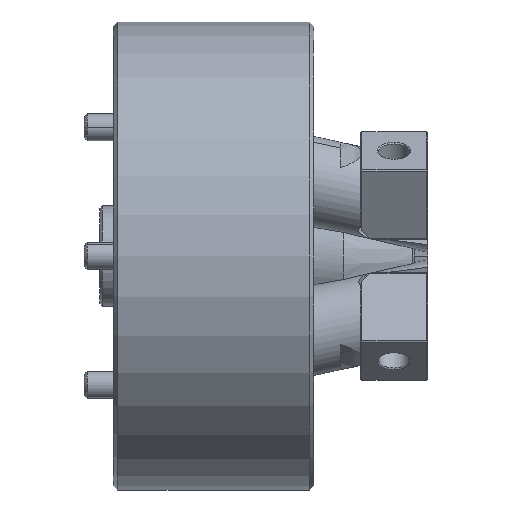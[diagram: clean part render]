
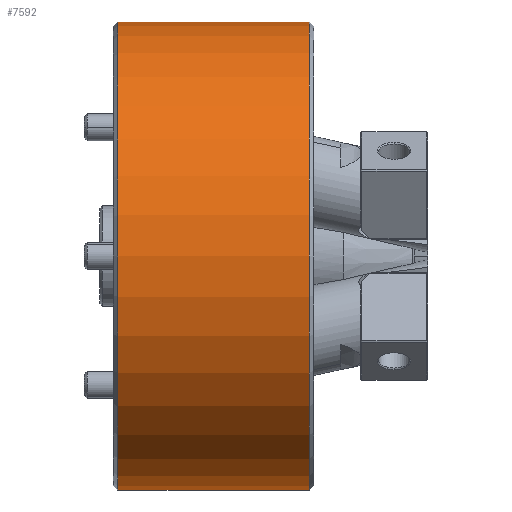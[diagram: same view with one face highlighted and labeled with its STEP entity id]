
A CAD part, front view. The second image highlights one B-rep face of the part: STEP entity #7592.
In plain terms, the highlighted cylindrical face has radius 105 mm (diameter 210 mm), a partial arc.
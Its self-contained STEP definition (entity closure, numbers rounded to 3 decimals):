
#193 = EDGE_CURVE ( 'NONE', #5171, #2969, #3968, .T. ) ;
#202 = CIRCLE ( 'NONE', #8119, 105. ) ;
#614 = AXIS2_PLACEMENT_3D ( 'NONE', #4810, #1618, #10311 ) ;
#972 = VERTEX_POINT ( 'NONE', #3340 ) ;
#1254 = FACE_OUTER_BOUND ( 'NONE', #1390, .T. ) ;
#1390 = EDGE_LOOP ( 'NONE', ( #7418, #4993, #3368, #4602 ) ) ;
#1393 = VECTOR ( 'NONE', #6897, 1000. ) ;
#1618 = DIRECTION ( 'NONE',  ( 1., 0., 0. ) ) ;
#1815 = VECTOR ( 'NONE', #9914, 1000. ) ;
#2106 = CARTESIAN_POINT ( 'NONE',  ( 0., 0., 105. ) ) ;
#2560 = CARTESIAN_POINT ( 'NONE',  ( 2., 0., -105. ) ) ;
#2562 = EDGE_CURVE ( 'NONE', #8834, #5171, #7768, .T. ) ;
#2968 = CARTESIAN_POINT ( 'NONE',  ( 88., 0., 0. ) ) ;
#2969 = VERTEX_POINT ( 'NONE', #10112 ) ;
#3072 = AXIS2_PLACEMENT_3D ( 'NONE', #4879, #8849, #9815 ) ;
#3340 = CARTESIAN_POINT ( 'NONE',  ( 88., 0., 105. ) ) ;
#3368 = ORIENTED_EDGE ( 'NONE', *, *, #193, .T. ) ;
#3791 = DIRECTION ( 'NONE',  ( 0., 0., -1. ) ) ;
#3968 = LINE ( 'NONE', #9127, #1815 ) ;
#4602 = ORIENTED_EDGE ( 'NONE', *, *, #9514, .T. ) ;
#4810 = CARTESIAN_POINT ( 'NONE',  ( 0., 0., 0. ) ) ;
#4879 = CARTESIAN_POINT ( 'NONE',  ( 2., 0., 0. ) ) ;
#4993 = ORIENTED_EDGE ( 'NONE', *, *, #2562, .T. ) ;
#5171 = VERTEX_POINT ( 'NONE', #2560 ) ;
#5273 = CYLINDRICAL_SURFACE ( 'NONE', #614, 105. ) ;
#6014 = CARTESIAN_POINT ( 'NONE',  ( 2., 0., 105. ) ) ;
#6429 = EDGE_CURVE ( 'NONE', #8834, #972, #9612, .T. ) ;
#6897 = DIRECTION ( 'NONE',  ( 1., 0., 0. ) ) ;
#7418 = ORIENTED_EDGE ( 'NONE', *, *, #6429, .F. ) ;
#7592 = ADVANCED_FACE ( 'NONE', ( #1254 ), #5273, .T. ) ;
#7768 = CIRCLE ( 'NONE', #3072, 105. ) ;
#8119 = AXIS2_PLACEMENT_3D ( 'NONE', #2968, #8534, #3791 ) ;
#8534 = DIRECTION ( 'NONE',  ( -1., 0., 0. ) ) ;
#8834 = VERTEX_POINT ( 'NONE', #6014 ) ;
#8849 = DIRECTION ( 'NONE',  ( 1., 0., 0. ) ) ;
#9127 = CARTESIAN_POINT ( 'NONE',  ( 0., 0., -105. ) ) ;
#9514 = EDGE_CURVE ( 'NONE', #2969, #972, #202, .T. ) ;
#9612 = LINE ( 'NONE', #2106, #1393 ) ;
#9815 = DIRECTION ( 'NONE',  ( 0., 0., 1. ) ) ;
#9914 = DIRECTION ( 'NONE',  ( 1., 0., 0. ) ) ;
#10112 = CARTESIAN_POINT ( 'NONE',  ( 88., 0., -105. ) ) ;
#10311 = DIRECTION ( 'NONE',  ( 0., 0., -1. ) ) ;
